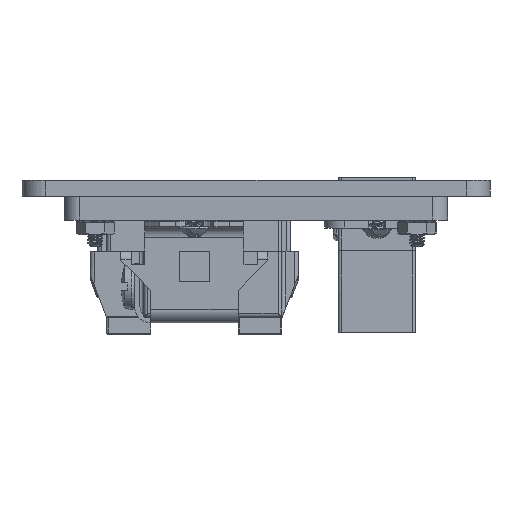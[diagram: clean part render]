
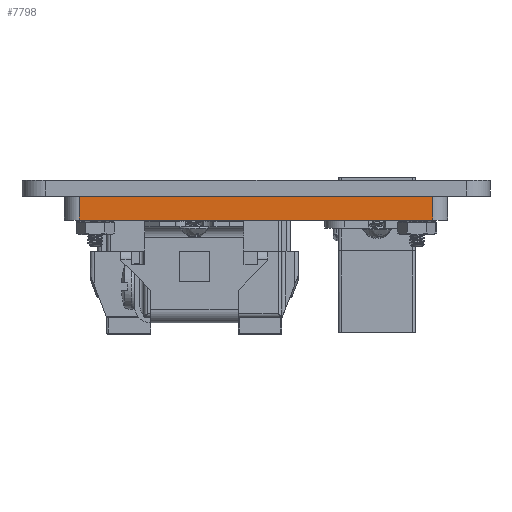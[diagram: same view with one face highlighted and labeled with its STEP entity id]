
A CAD part, left-side view. The second image highlights one B-rep face of the part: STEP entity #7798.
In plain terms, the highlighted planar face has unit normal (-1, 0, 0).
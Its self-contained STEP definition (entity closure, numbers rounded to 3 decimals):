
#274 = ORIENTED_EDGE ( 'NONE', *, *, #22558, .F. ) ;
#1649 = ORIENTED_EDGE ( 'NONE', *, *, #44957, .T. ) ;
#5163 = VERTEX_POINT ( 'NONE', #13240 ) ;
#7424 = FACE_OUTER_BOUND ( 'NONE', #11881, .T. ) ;
#7798 = ADVANCED_FACE ( 'NONE', ( #7424 ), #11532, .F. ) ;
#11532 = PLANE ( 'NONE',  #18009 ) ;
#11709 = ORIENTED_EDGE ( 'NONE', *, *, #36021, .F. ) ;
#11881 = EDGE_LOOP ( 'NONE', ( #12549, #11709, #274, #1649 ) ) ;
#12549 = ORIENTED_EDGE ( 'NONE', *, *, #49563, .T. ) ;
#13123 = CARTESIAN_POINT ( 'NONE',  ( -198.97, 62.686, 4.572 ) ) ;
#13240 = CARTESIAN_POINT ( 'NONE',  ( -198.97, 130.567, 4.572 ) ) ;
#16590 = CARTESIAN_POINT ( 'NONE',  ( -198.97, 130.567, 4.572 ) ) ;
#17045 = CARTESIAN_POINT ( 'NONE',  ( -198.97, 62.686, 0. ) ) ;
#17380 = LINE ( 'NONE', #33445, #46762 ) ;
#17574 = LINE ( 'NONE', #17045, #18336 ) ;
#18009 = AXIS2_PLACEMENT_3D ( 'NONE', #52920, #44475, #28127 ) ;
#18336 = VECTOR ( 'NONE', #46201, 1000. ) ;
#21549 = DIRECTION ( 'NONE',  ( 0., -1., 0. ) ) ;
#21733 = DIRECTION ( 'NONE',  ( 0., 0., -1. ) ) ;
#22558 = EDGE_CURVE ( 'NONE', #5163, #36672, #25110, .T. ) ;
#23657 = VECTOR ( 'NONE', #33188, 1000. ) ;
#24347 = CARTESIAN_POINT ( 'NONE',  ( -198.97, 62.686, 0. ) ) ;
#24909 = VERTEX_POINT ( 'NONE', #39807 ) ;
#25110 = LINE ( 'NONE', #13123, #45590 ) ;
#28127 = DIRECTION ( 'NONE',  ( 0., 0., -1. ) ) ;
#33188 = DIRECTION ( 'NONE',  ( 0., 0., -1. ) ) ;
#33445 = CARTESIAN_POINT ( 'NONE',  ( -198.97, 62.686, 4.572 ) ) ;
#36021 = EDGE_CURVE ( 'NONE', #36672, #49871, #17380, .T. ) ;
#36672 = VERTEX_POINT ( 'NONE', #43454 ) ;
#39807 = CARTESIAN_POINT ( 'NONE',  ( -198.97, 130.567, 0. ) ) ;
#43454 = CARTESIAN_POINT ( 'NONE',  ( -198.97, 62.686, 4.572 ) ) ;
#44475 = DIRECTION ( 'NONE',  ( 1., 0., 0. ) ) ;
#44957 = EDGE_CURVE ( 'NONE', #5163, #24909, #53915, .T. ) ;
#45590 = VECTOR ( 'NONE', #21549, 1000. ) ;
#46201 = DIRECTION ( 'NONE',  ( 0., -1., 0. ) ) ;
#46762 = VECTOR ( 'NONE', #21733, 1000. ) ;
#49563 = EDGE_CURVE ( 'NONE', #24909, #49871, #17574, .T. ) ;
#49871 = VERTEX_POINT ( 'NONE', #24347 ) ;
#52920 = CARTESIAN_POINT ( 'NONE',  ( -198.97, 62.686, 4.572 ) ) ;
#53915 = LINE ( 'NONE', #16590, #23657 ) ;
